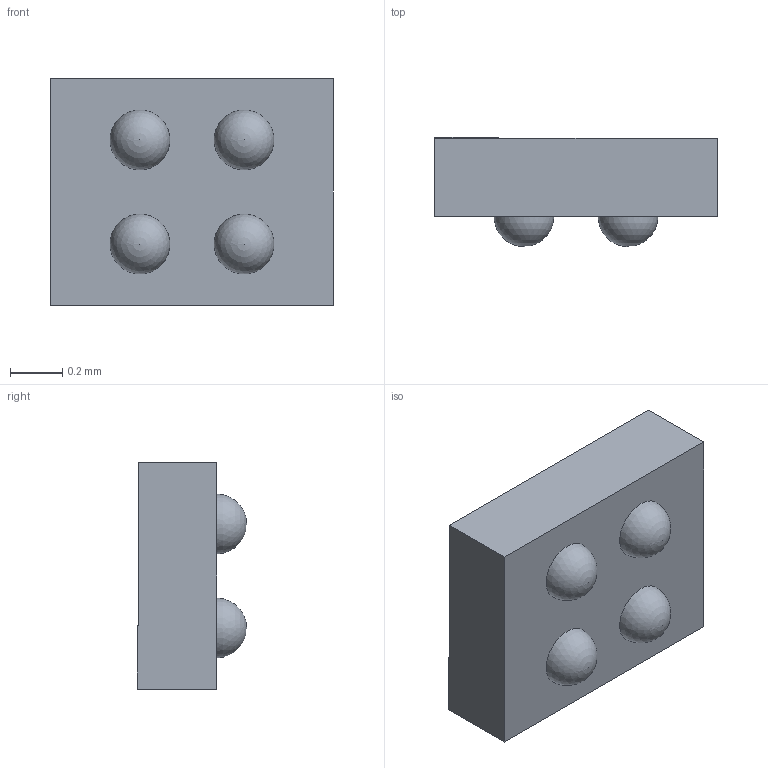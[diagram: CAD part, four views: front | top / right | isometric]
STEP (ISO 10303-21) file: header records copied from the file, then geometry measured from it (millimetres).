
FILE_DESCRIPTION(/* description */ ('STEP AP214','CAx-IF Rec.Pracs.---Representation and Presentation of Product Manufacturing Information (PMI)---4.0---2014-10-13'),/* implementation_level */ '2;1');
FILE_NAME(/* name */ 'DSBGA-4_1.085x0.870mm v2.step',/* time_stamp */ '2024-12-04T17:08:13+01:00',/* author */ (''),/* organization */ (''),/* preprocessor_version */ 'ST-DEVELOPER v20',/* originating_system */ 'Autodesk Translation Framework v13.20.0.188',/* authorisation */ '');
FILE_SCHEMA (('AP242_MANAGED_MODEL_BASED_3D_ENGINEERING_MIM_LF { 1 0 10303 442 1 1 4 }'));
Length unit declared in the file: millimetre
Products named in the file (1): 8E375EB3-7C43-4352-B40A-74008C92461B
Bounding box: 1.08 x 0.42 x 0.87 mm (x, y, z)
Volume: 0.3 mm3; surface area: 3.2 mm2
Topology: 1 solids, 1 shells, 13 faces, 33 edges, 22 vertices
Faces by surface type: plane 9, sphere 4
Entity records: 449 total; most frequent: DIRECTION 65, CARTESIAN_POINT 65, ORIENTED_EDGE 58, EDGE_CURVE 29, VERTEX_POINT 22, AXIS2_PLACEMENT_3D 22, LINE 21, VECTOR 21
